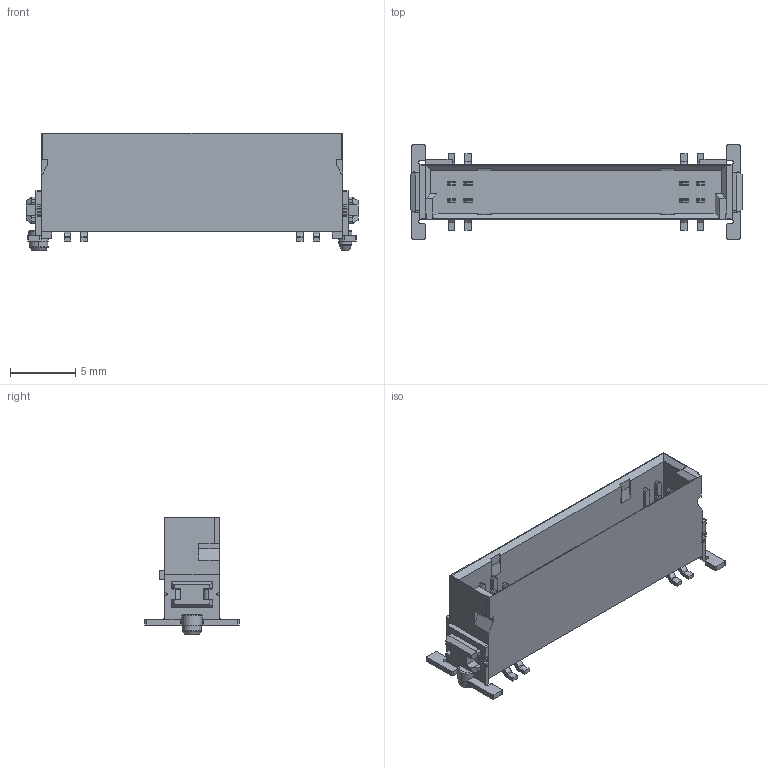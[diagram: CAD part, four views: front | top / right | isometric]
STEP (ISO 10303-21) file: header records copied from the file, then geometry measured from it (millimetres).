
FILE_DESCRIPTION((''),'2;1');
FILE_NAME('ERNI_254538.stp','2015-10-06T14:14:19',(''),(''),'Mechanical Desktop 2011','Mechanical Desktop 2011',', , ');
FILE_SCHEMA(('AUTOMOTIVE_DESIGN { 1 2 10303 214 1 1 1 1 }'));
Length unit declared in the file: millimetre
Products named in the file (1): Product
Bounding box: 25.4 x 7.2 x 9 mm (x, y, z)
Volume: 406.5 mm3; surface area: 1070.8 mm2
Topology: 19 solids, 19 shells, 641 faces, 1722 edges, 1124 vertices
Faces by surface type: plane 245, bspline 238, cylinder 131, torus 19, cone 8
Entity records: 21991 total; most frequent: CARTESIAN_POINT 6258, ORIENTED_EDGE 3444, DIRECTION 3025, EDGE_CURVE 1722, VECTOR 1203, LINE 1203, VERTEX_POINT 1124, AXIS2_PLACEMENT_3D 911
